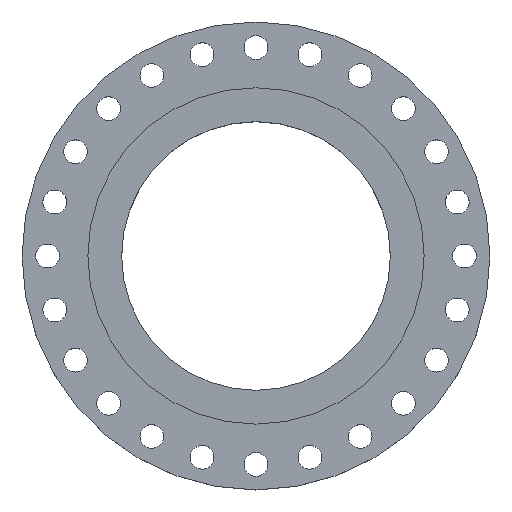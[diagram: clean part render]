
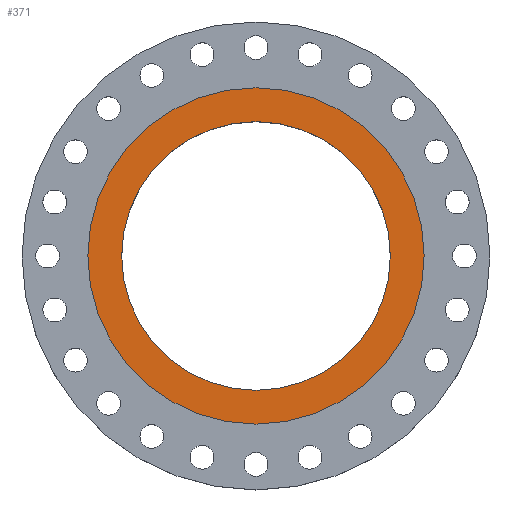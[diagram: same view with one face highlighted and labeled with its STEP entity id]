
A CAD part, top view. The second image highlights one B-rep face of the part: STEP entity #371.
In plain terms, the highlighted planar face has unit normal (0, 0, 1).
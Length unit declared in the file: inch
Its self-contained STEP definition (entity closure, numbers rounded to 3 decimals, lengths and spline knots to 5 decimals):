
#31 = DIRECTION ( 'NONE',  ( 1., 0., 0. ) ) ;
#52 = ORIENTED_EDGE ( 'NONE', *, *, #1016, .F. ) ;
#54 = CARTESIAN_POINT ( 'NONE',  ( 0., 0., 0. ) ) ;
#88 = DIRECTION ( 'NONE',  ( 0., 0., -1. ) ) ;
#249 = DIRECTION ( 'NONE',  ( 0., 0., 1. ) ) ;
#275 = FACE_BOUND ( 'NONE', #1693, .T. ) ;
#280 = EDGE_CURVE ( 'NONE', #2208, #1665, #883, .T. ) ;
#301 = EDGE_CURVE ( 'NONE', #802, #872, #777, .T. ) ;
#306 = CARTESIAN_POINT ( 'NONE',  ( 11.5, 0., 0. ) ) ;
#330 = AXIS2_PLACEMENT_3D ( 'NONE', #796, #249, #613 ) ;
#371 = ADVANCED_FACE ( 'NONE', ( #275, #2018 ), #1504, .F. ) ;
#382 = DIRECTION ( 'NONE',  ( 0., 0., 1. ) ) ;
#451 = CIRCLE ( 'NONE', #669, 11.5 ) ;
#569 = CARTESIAN_POINT ( 'NONE',  ( -11.5, 0., 0. ) ) ;
#613 = DIRECTION ( 'NONE',  ( 1., 0., 0. ) ) ;
#669 = AXIS2_PLACEMENT_3D ( 'NONE', #1520, #2206, #31 ) ;
#777 = CIRCLE ( 'NONE', #2087, 11.5 ) ;
#796 = CARTESIAN_POINT ( 'NONE',  ( 0., 0., 0. ) ) ;
#802 = VERTEX_POINT ( 'NONE', #306 ) ;
#872 = VERTEX_POINT ( 'NONE', #569 ) ;
#883 = CIRCLE ( 'NONE', #1186, 9.188 ) ;
#1009 = CARTESIAN_POINT ( 'NONE',  ( 9.188, 0., 0. ) ) ;
#1016 = EDGE_CURVE ( 'NONE', #1665, #2208, #1615, .T. ) ;
#1186 = AXIS2_PLACEMENT_3D ( 'NONE', #1994, #382, #1816 ) ;
#1205 = ORIENTED_EDGE ( 'NONE', *, *, #301, .T. ) ;
#1504 = PLANE ( 'NONE',  #2246 ) ;
#1520 = CARTESIAN_POINT ( 'NONE',  ( 0., 0., 0. ) ) ;
#1523 = DIRECTION ( 'NONE',  ( 0., 0., 1. ) ) ;
#1524 = EDGE_LOOP ( 'NONE', ( #1205, #1749 ) ) ;
#1525 = EDGE_CURVE ( 'NONE', #872, #802, #451, .T. ) ;
#1615 = CIRCLE ( 'NONE', #330, 9.188 ) ;
#1665 = VERTEX_POINT ( 'NONE', #1009 ) ;
#1693 = EDGE_LOOP ( 'NONE', ( #52, #1917 ) ) ;
#1713 = CARTESIAN_POINT ( 'NONE',  ( 0., 9.188, 0. ) ) ;
#1749 = ORIENTED_EDGE ( 'NONE', *, *, #1525, .T. ) ;
#1784 = CARTESIAN_POINT ( 'NONE',  ( -9.188, 0., 0. ) ) ;
#1816 = DIRECTION ( 'NONE',  ( 1., 0., 0. ) ) ;
#1917 = ORIENTED_EDGE ( 'NONE', *, *, #280, .F. ) ;
#1994 = CARTESIAN_POINT ( 'NONE',  ( 0., 0., 0. ) ) ;
#2018 = FACE_OUTER_BOUND ( 'NONE', #1524, .T. ) ;
#2087 = AXIS2_PLACEMENT_3D ( 'NONE', #54, #1523, #2239 ) ;
#2206 = DIRECTION ( 'NONE',  ( 0., 0., 1. ) ) ;
#2208 = VERTEX_POINT ( 'NONE', #1784 ) ;
#2231 = DIRECTION ( 'NONE',  ( -1., 0., 0. ) ) ;
#2239 = DIRECTION ( 'NONE',  ( 1., 0., 0. ) ) ;
#2246 = AXIS2_PLACEMENT_3D ( 'NONE', #1713, #88, #2231 ) ;
